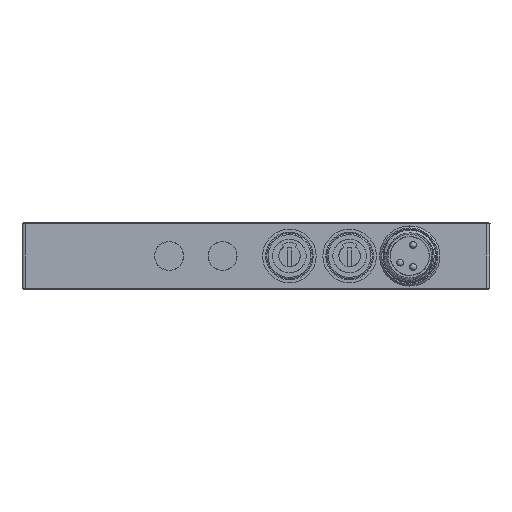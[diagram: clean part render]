
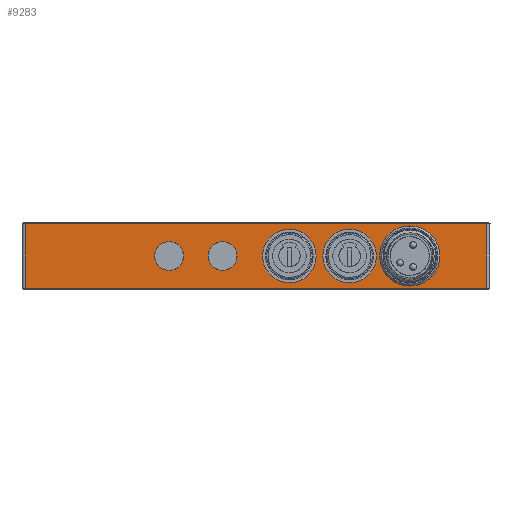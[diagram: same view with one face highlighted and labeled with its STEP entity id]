
A CAD part, front view. The second image highlights one B-rep face of the part: STEP entity #9283.
In plain terms, the highlighted planar face has unit normal (0, -1, 0).
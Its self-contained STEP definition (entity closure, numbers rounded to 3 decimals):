
#39 = CARTESIAN_POINT ( 'NONE',  ( 0., -40., -9.8 ) ) ;
#455 = EDGE_LOOP ( 'NONE', ( #2448, #22434 ) ) ;
#658 = AXIS2_PLACEMENT_3D ( 'NONE', #20164, #24565, #15889 ) ;
#906 = ORIENTED_EDGE ( 'NONE', *, *, #4675, .T. ) ;
#1030 = CARTESIAN_POINT ( 'NONE',  ( 5., -40., -9. ) ) ;
#1227 = VECTOR ( 'NONE', #10754, 1000. ) ;
#1658 = VECTOR ( 'NONE', #11058, 1000. ) ;
#1846 = LINE ( 'NONE', #9809, #17771 ) ;
#1897 = DIRECTION ( 'NONE',  ( 0., 1., 0. ) ) ;
#2374 = EDGE_LOOP ( 'NONE', ( #906, #18997 ) ) ;
#2448 = ORIENTED_EDGE ( 'NONE', *, *, #11160, .T. ) ;
#2629 = VERTEX_POINT ( 'NONE', #8203 ) ;
#2667 = DIRECTION ( 'NONE',  ( 0., 0., 1. ) ) ;
#2691 = VERTEX_POINT ( 'NONE', #16884 ) ;
#3035 = EDGE_CURVE ( 'NONE', #27605, #15899, #15217, .T. ) ;
#3374 = EDGE_CURVE ( 'NONE', #12324, #5551, #17226, .T. ) ;
#3525 = ORIENTED_EDGE ( 'NONE', *, *, #22577, .T. ) ;
#3691 = ORIENTED_EDGE ( 'NONE', *, *, #20517, .T. ) ;
#3866 = CARTESIAN_POINT ( 'NONE',  ( -13., -40., -7.165 ) ) ;
#4370 = VERTEX_POINT ( 'NONE', #9249 ) ;
#4536 = CARTESIAN_POINT ( 'NONE',  ( 0., -40., -0.2 ) ) ;
#4675 = EDGE_CURVE ( 'NONE', #26153, #20540, #21275, .T. ) ;
#4965 = LINE ( 'NONE', #39, #1227 ) ;
#5246 = EDGE_LOOP ( 'NONE', ( #19731, #3525 ) ) ;
#5551 = VERTEX_POINT ( 'NONE', #17560 ) ;
#6007 = DIRECTION ( 'NONE',  ( 0., 1., 0. ) ) ;
#6250 = FACE_BOUND ( 'NONE', #455, .T. ) ;
#6393 = EDGE_CURVE ( 'NONE', #9747, #10223, #17138, .T. ) ;
#6418 = VERTEX_POINT ( 'NONE', #18575 ) ;
#6648 = EDGE_LOOP ( 'NONE', ( #3691, #7050 ) ) ;
#7050 = ORIENTED_EDGE ( 'NONE', *, *, #6393, .T. ) ;
#8203 = CARTESIAN_POINT ( 'NONE',  ( 23., -40., -0.5 ) ) ;
#8499 = AXIS2_PLACEMENT_3D ( 'NONE', #19042, #23235, #23048 ) ;
#8798 = CARTESIAN_POINT ( 'NONE',  ( 14., -40., -1. ) ) ;
#8828 = CARTESIAN_POINT ( 'NONE',  ( 5., -40., -1. ) ) ;
#9053 = DIRECTION ( 'NONE',  ( 0., 1., 0. ) ) ;
#9249 = CARTESIAN_POINT ( 'NONE',  ( -34.5, -40., -9.8 ) ) ;
#9283 = ADVANCED_FACE ( 'NONE', ( #25946, #6250, #20133, #25601, #16733, #10659 ), #15473, .T. ) ;
#9290 = CARTESIAN_POINT ( 'NONE',  ( -13., -40., -5. ) ) ;
#9747 = VERTEX_POINT ( 'NONE', #19796 ) ;
#9809 = CARTESIAN_POINT ( 'NONE',  ( 34.5, -40., -10. ) ) ;
#9927 = CIRCLE ( 'NONE', #24445, 4.5 ) ;
#10223 = VERTEX_POINT ( 'NONE', #8798 ) ;
#10240 = DIRECTION ( 'NONE',  ( 0., 0., 1. ) ) ;
#10294 = ORIENTED_EDGE ( 'NONE', *, *, #12401, .T. ) ;
#10340 = ORIENTED_EDGE ( 'NONE', *, *, #3035, .T. ) ;
#10402 = AXIS2_PLACEMENT_3D ( 'NONE', #23407, #12589, #10800 ) ;
#10659 = FACE_BOUND ( 'NONE', #5246, .T. ) ;
#10754 = DIRECTION ( 'NONE',  ( 1., 0., 0. ) ) ;
#10800 = DIRECTION ( 'NONE',  ( 0., 0., -1. ) ) ;
#10878 = AXIS2_PLACEMENT_3D ( 'NONE', #22026, #9053, #11233 ) ;
#10886 = AXIS2_PLACEMENT_3D ( 'NONE', #9290, #18348, #15791 ) ;
#11058 = DIRECTION ( 'NONE',  ( -1., 0., 0. ) ) ;
#11096 = CARTESIAN_POINT ( 'NONE',  ( -34.5, -40., -10. ) ) ;
#11160 = EDGE_CURVE ( 'NONE', #15467, #27115, #23827, .T. ) ;
#11233 = DIRECTION ( 'NONE',  ( 0., 0., 1. ) ) ;
#11584 = CARTESIAN_POINT ( 'NONE',  ( 14., -40., -5. ) ) ;
#11696 = CIRCLE ( 'NONE', #10402, 4.5 ) ;
#11937 = DIRECTION ( 'NONE',  ( 0., 0., -1. ) ) ;
#12085 = ORIENTED_EDGE ( 'NONE', *, *, #18509, .T. ) ;
#12324 = VERTEX_POINT ( 'NONE', #17229 ) ;
#12401 = EDGE_CURVE ( 'NONE', #5551, #4370, #16298, .T. ) ;
#12589 = DIRECTION ( 'NONE',  ( 0., 1., 0. ) ) ;
#12714 = DIRECTION ( 'NONE',  ( 0., 0., 1. ) ) ;
#12728 = AXIS2_PLACEMENT_3D ( 'NONE', #25730, #6007, #12714 ) ;
#13155 = ORIENTED_EDGE ( 'NONE', *, *, #21472, .T. ) ;
#13424 = AXIS2_PLACEMENT_3D ( 'NONE', #23809, #1897, #17335 ) ;
#14147 = DIRECTION ( 'NONE',  ( 0., 0., 1. ) ) ;
#14339 = CARTESIAN_POINT ( 'NONE',  ( -13., -40., -2.835 ) ) ;
#14372 = AXIS2_PLACEMENT_3D ( 'NONE', #26319, #19640, #21846 ) ;
#14481 = CARTESIAN_POINT ( 'NONE',  ( 14., -40., -5. ) ) ;
#14675 = DIRECTION ( 'NONE',  ( 0., 1., 0. ) ) ;
#15217 = CIRCLE ( 'NONE', #10886, 2.165 ) ;
#15467 = VERTEX_POINT ( 'NONE', #8828 ) ;
#15473 = PLANE ( 'NONE',  #14372 ) ;
#15791 = DIRECTION ( 'NONE',  ( 0., 0., 1. ) ) ;
#15889 = DIRECTION ( 'NONE',  ( 0., 0., 1. ) ) ;
#15899 = VERTEX_POINT ( 'NONE', #3866 ) ;
#16298 = LINE ( 'NONE', #11096, #19686 ) ;
#16733 = FACE_BOUND ( 'NONE', #6648, .T. ) ;
#16884 = CARTESIAN_POINT ( 'NONE',  ( 34.5, -40., -9.8 ) ) ;
#17138 = CIRCLE ( 'NONE', #26928, 4. ) ;
#17226 = LINE ( 'NONE', #4536, #1658 ) ;
#17229 = CARTESIAN_POINT ( 'NONE',  ( 34.5, -40., -0.2 ) ) ;
#17335 = DIRECTION ( 'NONE',  ( 0., 0., 1. ) ) ;
#17397 = ORIENTED_EDGE ( 'NONE', *, *, #3374, .T. ) ;
#17560 = CARTESIAN_POINT ( 'NONE',  ( -34.5, -40., -0.2 ) ) ;
#17771 = VECTOR ( 'NONE', #14147, 1000. ) ;
#18082 = CIRCLE ( 'NONE', #10878, 2.165 ) ;
#18348 = DIRECTION ( 'NONE',  ( 0., 1., 0. ) ) ;
#18509 = EDGE_CURVE ( 'NONE', #2691, #12324, #1846, .T. ) ;
#18575 = CARTESIAN_POINT ( 'NONE',  ( 23., -40., -9.5 ) ) ;
#18593 = EDGE_CURVE ( 'NONE', #27115, #15467, #21186, .T. ) ;
#18974 = CARTESIAN_POINT ( 'NONE',  ( -5., -40., -2.835 ) ) ;
#18997 = ORIENTED_EDGE ( 'NONE', *, *, #25673, .T. ) ;
#19042 = CARTESIAN_POINT ( 'NONE',  ( -5., -40., -5. ) ) ;
#19612 = ORIENTED_EDGE ( 'NONE', *, *, #27630, .T. ) ;
#19640 = DIRECTION ( 'NONE',  ( 0., -1., 0. ) ) ;
#19686 = VECTOR ( 'NONE', #22077, 1000. ) ;
#19731 = ORIENTED_EDGE ( 'NONE', *, *, #20792, .T. ) ;
#19796 = CARTESIAN_POINT ( 'NONE',  ( 14., -40., -9. ) ) ;
#20133 = FACE_BOUND ( 'NONE', #2374, .T. ) ;
#20164 = CARTESIAN_POINT ( 'NONE',  ( 5., -40., -5. ) ) ;
#20517 = EDGE_CURVE ( 'NONE', #10223, #9747, #24260, .T. ) ;
#20540 = VERTEX_POINT ( 'NONE', #22656 ) ;
#20650 = EDGE_LOOP ( 'NONE', ( #10294, #19612, #12085, #17397 ) ) ;
#20792 = EDGE_CURVE ( 'NONE', #6418, #2629, #11696, .T. ) ;
#21186 = CIRCLE ( 'NONE', #12728, 4. ) ;
#21275 = CIRCLE ( 'NONE', #13424, 2.165 ) ;
#21472 = EDGE_CURVE ( 'NONE', #15899, #27605, #18082, .T. ) ;
#21667 = AXIS2_PLACEMENT_3D ( 'NONE', #11584, #26768, #2667 ) ;
#21846 = DIRECTION ( 'NONE',  ( 0., 0., -1. ) ) ;
#22026 = CARTESIAN_POINT ( 'NONE',  ( -13., -40., -5. ) ) ;
#22077 = DIRECTION ( 'NONE',  ( 0., 0., -1. ) ) ;
#22434 = ORIENTED_EDGE ( 'NONE', *, *, #18593, .T. ) ;
#22539 = CARTESIAN_POINT ( 'NONE',  ( 23., -40., -5. ) ) ;
#22577 = EDGE_CURVE ( 'NONE', #2629, #6418, #9927, .T. ) ;
#22656 = CARTESIAN_POINT ( 'NONE',  ( -5., -40., -7.165 ) ) ;
#23048 = DIRECTION ( 'NONE',  ( 0., 0., 1. ) ) ;
#23235 = DIRECTION ( 'NONE',  ( 0., 1., 0. ) ) ;
#23407 = CARTESIAN_POINT ( 'NONE',  ( 23., -40., -5. ) ) ;
#23747 = EDGE_LOOP ( 'NONE', ( #10340, #13155 ) ) ;
#23809 = CARTESIAN_POINT ( 'NONE',  ( -5., -40., -5. ) ) ;
#23827 = CIRCLE ( 'NONE', #658, 4. ) ;
#24260 = CIRCLE ( 'NONE', #21667, 4. ) ;
#24445 = AXIS2_PLACEMENT_3D ( 'NONE', #22539, #27116, #11937 ) ;
#24565 = DIRECTION ( 'NONE',  ( 0., 1., 0. ) ) ;
#25463 = CIRCLE ( 'NONE', #8499, 2.165 ) ;
#25601 = FACE_BOUND ( 'NONE', #23747, .T. ) ;
#25673 = EDGE_CURVE ( 'NONE', #20540, #26153, #25463, .T. ) ;
#25730 = CARTESIAN_POINT ( 'NONE',  ( 5., -40., -5. ) ) ;
#25946 = FACE_OUTER_BOUND ( 'NONE', #20650, .T. ) ;
#26153 = VERTEX_POINT ( 'NONE', #18974 ) ;
#26319 = CARTESIAN_POINT ( 'NONE',  ( 0., -40., -10. ) ) ;
#26768 = DIRECTION ( 'NONE',  ( 0., 1., 0. ) ) ;
#26928 = AXIS2_PLACEMENT_3D ( 'NONE', #14481, #14675, #10240 ) ;
#27115 = VERTEX_POINT ( 'NONE', #1030 ) ;
#27116 = DIRECTION ( 'NONE',  ( 0., 1., 0. ) ) ;
#27605 = VERTEX_POINT ( 'NONE', #14339 ) ;
#27630 = EDGE_CURVE ( 'NONE', #4370, #2691, #4965, .T. ) ;
